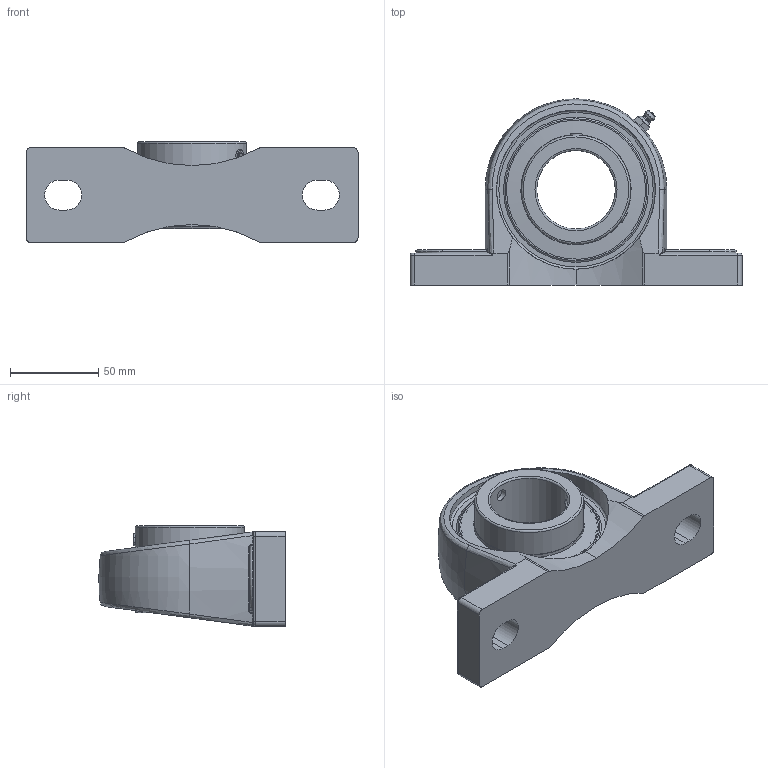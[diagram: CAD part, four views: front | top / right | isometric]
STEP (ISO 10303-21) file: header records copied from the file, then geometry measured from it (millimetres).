
FILE_DESCRIPTION(('HOOPS Exchange Step'),'2;1');
FILE_NAME('export-D26FFBA8-44E8-4C6B-B003-D6D2CBE92528.stp','2019-12-13T14:28:24-08:00',('ibuslach'),('Alibre'),'HOOPS Exchange 2019.2','Alibre','Unknown authorisation');
FILE_SCHEMA( ('AP242_MANAGED_MODEL_BASED_3D_ENGINEERING_MIM_LF {1 0 10303 442 1 1 4 }') );
Length unit declared in the file: centimetre
Products named in the file (7): UCP ZERK 6mm; MRN SP 209; SUC 209-28 RACES; SUC 209 SS; SUC 209 SHIELD; MRN SUC 209-28; MRN SUCP 209-28
Assembly tree (8 placements, depth 3):
  MRN SUCP 209-28
    UCP ZERK 6mm
    MRN SP 209
    MRN SUC 209-28
      SUC 209-28 RACES
      SUC 209 SS  x2
      SUC 209 SHIELD  x2
Bounding box: 188 x 105.49 x 56.95 mm (x, y, z)
Volume: 318723.8 mm3; surface area: 90541.8 mm2
Topology: 8 solids, 8 shells, 212 faces, 556 edges, 354 vertices
Faces by surface type: cylinder 69, plane 65, torus 29, bspline 22, cone 18, sphere 9
Full cylindrical faces by diameter (mm): 1.482 x2, 6 x2, 6.782 x4, 44.45 x1, 61.722 x4, 62.484 x2, 76.652 x2, 78.74 x2, 90 x2
Entity records: 14860 total; most frequent: CARTESIAN_POINT 9905, DIRECTION 1023, ORIENTED_EDGE 1006, EDGE_CURVE 503, AXIS2_PLACEMENT_3D 427, VERTEX_POINT 323, EDGE_LOOP 218, FACE_BOUND 218
